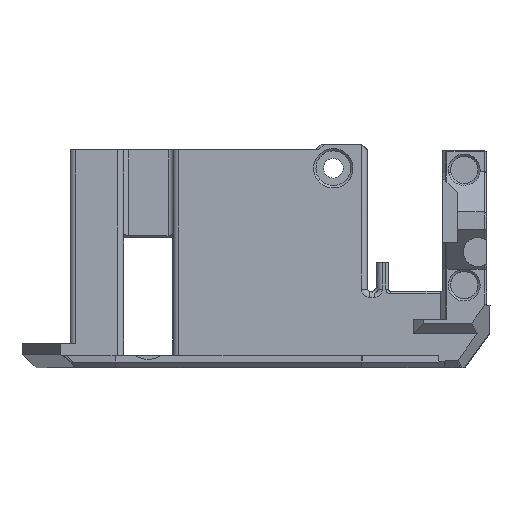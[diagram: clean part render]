
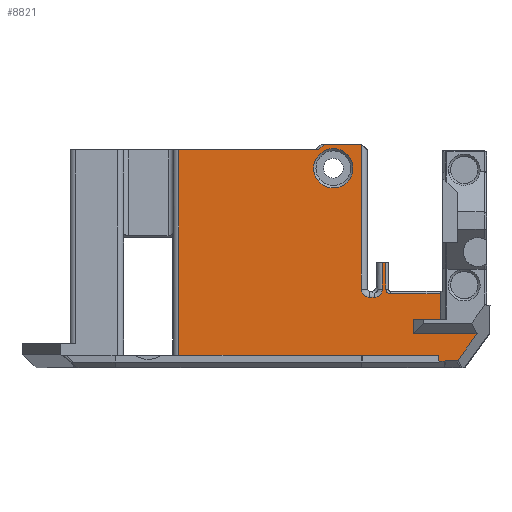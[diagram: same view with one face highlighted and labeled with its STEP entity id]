
A CAD part, left-side view. The second image highlights one B-rep face of the part: STEP entity #8821.
In plain terms, the highlighted planar face has unit normal (-1, 0, 0).
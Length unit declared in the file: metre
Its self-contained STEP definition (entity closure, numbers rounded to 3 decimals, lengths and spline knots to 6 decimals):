
#227=ELLIPSE('',#9566,0.000602,0.0004);
#230=ELLIPSE('',#9571,0.000567,0.0004);
#597=LINE('',#12323,#1409);
#607=LINE('',#12365,#1419);
#630=LINE('',#12464,#1442);
#632=LINE('',#12480,#1444);
#643=LINE('',#12518,#1455);
#650=LINE('',#12534,#1462);
#654=LINE('',#12545,#1466);
#656=LINE('',#12556,#1468);
#706=LINE('',#12849,#1518);
#924=LINE('',#15117,#1736);
#930=LINE('',#15127,#1742);
#1018=LINE('',#15430,#1830);
#1065=LINE('',#15851,#1877);
#1115=LINE('',#16271,#1927);
#1167=LINE('',#16459,#1979);
#1173=LINE('',#16472,#1985);
#1236=LINE('',#16634,#2048);
#1242=LINE('',#16650,#2054);
#1261=LINE('',#16719,#2073);
#1409=VECTOR('',#9850,1.);
#1419=VECTOR('',#9894,1.);
#1442=VECTOR('',#9965,1.);
#1444=VECTOR('',#9973,1.);
#1455=VECTOR('',#10008,1.);
#1462=VECTOR('',#10021,1.);
#1466=VECTOR('',#10029,1.);
#1468=VECTOR('',#10039,1.);
#1518=VECTOR('',#10175,1.);
#1736=VECTOR('',#10873,1.);
#1742=VECTOR('',#10883,1.);
#1830=VECTOR('',#11091,1.);
#1877=VECTOR('',#11246,1.);
#1927=VECTOR('',#11396,1.);
#1979=VECTOR('',#11584,1.);
#1985=VECTOR('',#11594,1.);
#2048=VECTOR('',#11735,1.);
#2054=VECTOR('',#11749,1.);
#2073=VECTOR('',#11840,1.);
#4354=ORIENTED_EDGE('',*,*,#4859,.F.);
#4355=ORIENTED_EDGE('',*,*,#5957,.F.);
#4356=ORIENTED_EDGE('',*,*,#5831,.T.);
#4357=ORIENTED_EDGE('',*,*,#5922,.F.);
#4358=ORIENTED_EDGE('',*,*,#5920,.F.);
#4359=ORIENTED_EDGE('',*,*,#5915,.F.);
#4360=ORIENTED_EDGE('',*,*,#5912,.F.);
#4361=ORIENTED_EDGE('',*,*,#5429,.F.);
#4362=ORIENTED_EDGE('',*,*,#4950,.F.);
#4363=ORIENTED_EDGE('',*,*,#5435,.F.);
#4364=ORIENTED_EDGE('',*,*,#5038,.F.);
#4365=ORIENTED_EDGE('',*,*,#4955,.F.);
#4366=ORIENTED_EDGE('',*,*,#5037,.F.);
#4367=ORIENTED_EDGE('',*,*,#4919,.F.);
#4368=ORIENTED_EDGE('',*,*,#4942,.T.);
#4369=ORIENTED_EDGE('',*,*,#4924,.F.);
#4370=ORIENTED_EDGE('',*,*,#5036,.F.);
#4371=ORIENTED_EDGE('',*,*,#4960,.F.);
#4372=ORIENTED_EDGE('',*,*,#4963,.F.);
#4373=ORIENTED_EDGE('',*,*,#4879,.F.);
#4374=ORIENTED_EDGE('',*,*,#4860,.F.);
#4375=ORIENTED_EDGE('',*,*,#5552,.F.);
#4376=ORIENTED_EDGE('',*,*,#5643,.T.);
#4377=ORIENTED_EDGE('',*,*,#5732,.F.);
#4378=ORIENTED_EDGE('',*,*,#5825,.F.);
#4859=EDGE_CURVE('',#6146,#6146,#6927,.T.);
#4860=EDGE_CURVE('',#6147,#6148,#597,.T.);
#4879=EDGE_CURVE('',#6148,#6162,#607,.T.);
#4919=EDGE_CURVE('',#6190,#6191,#630,.T.);
#4924=EDGE_CURVE('',#6195,#6196,#632,.T.);
#4942=EDGE_CURVE('',#6190,#6196,#643,.T.);
#4950=EDGE_CURVE('',#6213,#6214,#650,.T.);
#4955=EDGE_CURVE('',#6217,#6218,#654,.T.);
#4960=EDGE_CURVE('',#6222,#6223,#656,.T.);
#4963=EDGE_CURVE('',#6162,#6222,#6955,.T.);
#5036=EDGE_CURVE('',#6223,#6195,#6969,.T.);
#5037=EDGE_CURVE('',#6191,#6217,#6970,.T.);
#5038=EDGE_CURVE('',#6218,#6276,#706,.T.);
#5429=EDGE_CURVE('',#6214,#6514,#924,.T.);
#5435=EDGE_CURVE('',#6276,#6213,#930,.T.);
#5552=EDGE_CURVE('',#6589,#6147,#1018,.T.);
#5643=EDGE_CURVE('',#6589,#6642,#1065,.T.);
#5732=EDGE_CURVE('',#6698,#6642,#1115,.T.);
#5825=EDGE_CURVE('',#6762,#6698,#1167,.T.);
#5831=EDGE_CURVE('',#6768,#6767,#1173,.T.);
#5912=EDGE_CURVE('',#6514,#6828,#1236,.T.);
#5915=EDGE_CURVE('',#6828,#6830,#227,.T.);
#5920=EDGE_CURVE('',#6830,#6833,#1242,.T.);
#5922=EDGE_CURVE('',#6833,#6767,#230,.T.);
#5957=EDGE_CURVE('',#6768,#6762,#1261,.T.);
#6146=VERTEX_POINT('',#12321);
#6147=VERTEX_POINT('',#12324);
#6148=VERTEX_POINT('',#12325);
#6162=VERTEX_POINT('',#12366);
#6190=VERTEX_POINT('',#12463);
#6191=VERTEX_POINT('',#12465);
#6195=VERTEX_POINT('',#12479);
#6196=VERTEX_POINT('',#12481);
#6213=VERTEX_POINT('',#12535);
#6214=VERTEX_POINT('',#12536);
#6217=VERTEX_POINT('',#12544);
#6218=VERTEX_POINT('',#12546);
#6222=VERTEX_POINT('',#12555);
#6223=VERTEX_POINT('',#12557);
#6276=VERTEX_POINT('',#12850);
#6514=VERTEX_POINT('',#15118);
#6589=VERTEX_POINT('',#15429);
#6642=VERTEX_POINT('',#15850);
#6698=VERTEX_POINT('',#16270);
#6762=VERTEX_POINT('',#16458);
#6767=VERTEX_POINT('',#16471);
#6768=VERTEX_POINT('',#16473);
#6828=VERTEX_POINT('',#16635);
#6830=VERTEX_POINT('',#16641);
#6833=VERTEX_POINT('',#16648);
#6927=CIRCLE('',#8940,0.0034);
#6955=CIRCLE('',#9009,0.0014);
#6969=CIRCLE('',#9046,0.0014);
#6970=CIRCLE('',#9048,0.0008);
#7537=EDGE_LOOP('',(#4354));
#7538=EDGE_LOOP('',(#4355,#4356,#4357,#4358,#4359,#4360,#4361,#4362,#4363,
#4364,#4365,#4366,#4367,#4368,#4369,#4370,#4371,#4372,#4373,#4374,#4375,
#4376,#4377,#4378));
#8059=FACE_BOUND('',#7537,.T.);
#8060=FACE_BOUND('',#7538,.T.);
#8354=PLANE('',#9609);
#8821=ADVANCED_FACE('',(#8059,#8060),#8354,.T.);
#8940=AXIS2_PLACEMENT_3D('',#12320,#9846,#9847);
#9009=AXIS2_PLACEMENT_3D('',#12567,#10044,#10045);
#9046=AXIS2_PLACEMENT_3D('',#12845,#10167,#10168);
#9048=AXIS2_PLACEMENT_3D('',#12847,#10171,#10172);
#9566=AXIS2_PLACEMENT_3D('',#16640,#11740,#11741);
#9571=AXIS2_PLACEMENT_3D('',#16653,#11754,#11755);
#9609=AXIS2_PLACEMENT_3D('',#16729,#11853,#11854);
#9846=DIRECTION('',(-1.,0.,0.));
#9847=DIRECTION('',(0.,-1.,0.));
#9850=DIRECTION('',(0.,-1.,0.));
#9894=DIRECTION('',(0.,0.,-1.));
#9965=DIRECTION('',(0.,0.,-1.));
#9973=DIRECTION('',(0.,0.,1.));
#10008=DIRECTION('',(0.,1.,0.));
#10021=DIRECTION('',(0.,0.,-1.));
#10029=DIRECTION('',(0.,-1.,0.));
#10039=DIRECTION('',(0.,-1.,0.));
#10044=DIRECTION('',(-1.,0.,0.));
#10045=DIRECTION('',(0.,1.,0.));
#10167=DIRECTION('',(-1.,0.,0.));
#10168=DIRECTION('',(0.,1.,0.));
#10171=DIRECTION('',(-1.,0.,0.));
#10172=DIRECTION('',(0.,-1.,0.));
#10175=DIRECTION('',(0.,0.,-1.));
#10873=DIRECTION('',(0.,-1.,0.));
#10883=DIRECTION('',(0.,1.,0.));
#11091=DIRECTION('',(0.,-0.707,0.707));
#11246=DIRECTION('',(0.,1.,0.));
#11396=DIRECTION('',(0.,0.,1.));
#11584=DIRECTION('',(0.,1.,0.));
#11594=DIRECTION('',(0.,-0.984,0.176));
#11735=DIRECTION('',(0.,0.581,-0.814));
#11740=DIRECTION('',(1.,0.,0.));
#11741=DIRECTION('',(0.,0.458,0.889));
#11749=DIRECTION('',(0.,1.,0.));
#11754=DIRECTION('',(-1.,0.,0.));
#11755=DIRECTION('',(0.,0.09,-0.996));
#11840=DIRECTION('',(0.,0.,1.));
#11853=DIRECTION('',(-1.,0.,0.));
#11854=DIRECTION('',(0.,-1.,0.));
#12320=CARTESIAN_POINT('',(-0.366684,0.18142,0.034464));
#12321=CARTESIAN_POINT('',(-0.366684,0.17802,0.034464));
#12323=CARTESIAN_POINT('',(-0.366684,0.18867,0.03863));
#12324=CARTESIAN_POINT('',(-0.366684,0.182963,0.03863));
#12325=CARTESIAN_POINT('',(-0.366684,0.176554,0.03863));
#12365=CARTESIAN_POINT('',(-0.366684,0.176554,0.014308));
#12366=CARTESIAN_POINT('',(-0.366684,0.176554,0.0136));
#12463=CARTESIAN_POINT('',(-0.366684,0.172346,0.0182));
#12464=CARTESIAN_POINT('',(-0.366684,0.172346,0.0082));
#12465=CARTESIAN_POINT('',(-0.366684,0.172346,0.0136));
#12479=CARTESIAN_POINT('',(-0.366684,0.172946,0.0136));
#12480=CARTESIAN_POINT('',(-0.366684,0.172946,0.0052));
#12481=CARTESIAN_POINT('',(-0.366684,0.172946,0.0182));
#12518=CARTESIAN_POINT('',(-0.366684,0.209879,0.0182));
#12534=CARTESIAN_POINT('',(-0.366684,0.167621,0.0045));
#12535=CARTESIAN_POINT('',(-0.366684,0.167621,0.0084));
#12536=CARTESIAN_POINT('',(-0.366684,0.167621,0.0059));
#12544=CARTESIAN_POINT('',(-0.366684,0.171546,0.0128));
#12545=CARTESIAN_POINT('',(-0.366684,0.187188,0.0128));
#12546=CARTESIAN_POINT('',(-0.366684,0.162965,0.0128));
#12555=CARTESIAN_POINT('',(-0.366684,0.175154,0.0122));
#12556=CARTESIAN_POINT('',(-0.366684,0.187188,0.0122));
#12557=CARTESIAN_POINT('',(-0.366684,0.174346,0.0122));
#12567=CARTESIAN_POINT('',(-0.366684,0.175154,0.0136));
#12845=CARTESIAN_POINT('',(-0.366684,0.174346,0.0136));
#12847=CARTESIAN_POINT('',(-0.366684,0.171546,0.0136));
#12849=CARTESIAN_POINT('',(-0.366684,0.162965,0.019315));
#12850=CARTESIAN_POINT('',(-0.366684,0.162965,0.0084));
#15117=CARTESIAN_POINT('',(-0.366684,0.161641,0.0059));
#15118=CARTESIAN_POINT('',(-0.366684,0.156605,0.0059));
#15127=CARTESIAN_POINT('',(-0.366684,0.167721,0.0084));
#15429=CARTESIAN_POINT('',(-0.366684,0.183965,0.03763));
#15430=CARTESIAN_POINT('',(-0.366684,0.198941,0.022652));
#15850=CARTESIAN_POINT('',(-0.366684,0.208129,0.03763));
#15851=CARTESIAN_POINT('',(-0.366684,0.209879,0.03763));
#16270=CARTESIAN_POINT('',(-0.366684,0.208129,0.0022));
#16271=CARTESIAN_POINT('',(-0.366684,0.208129,0.020415));
#16458=CARTESIAN_POINT('',(-0.366684,0.16318,0.0022));
#16459=CARTESIAN_POINT('',(-0.366684,0.19717,0.0022));
#16471=CARTESIAN_POINT('',(-0.366684,0.162126,0.001195));
#16472=CARTESIAN_POINT('',(-0.366684,0.208044,-0.007036));
#16473=CARTESIAN_POINT('',(-0.366684,0.16318,0.001006));
#16634=CARTESIAN_POINT('',(-0.366684,0.159573,0.001745));
#16635=CARTESIAN_POINT('',(-0.366684,0.159878,0.001318));
#16640=CARTESIAN_POINT('',(-0.366684,0.160253,0.001766));
#16641=CARTESIAN_POINT('',(-0.366684,0.160108,0.0012));
#16648=CARTESIAN_POINT('',(-0.366684,0.162075,0.0012));
#16650=CARTESIAN_POINT('',(-0.366684,0.200768,0.0012));
#16653=CARTESIAN_POINT('',(-0.366684,0.162101,0.000634));
#16719=CARTESIAN_POINT('',(-0.366684,0.16318,0.0024));
#16729=CARTESIAN_POINT('',(-0.366684,0.209879,0.0032));
